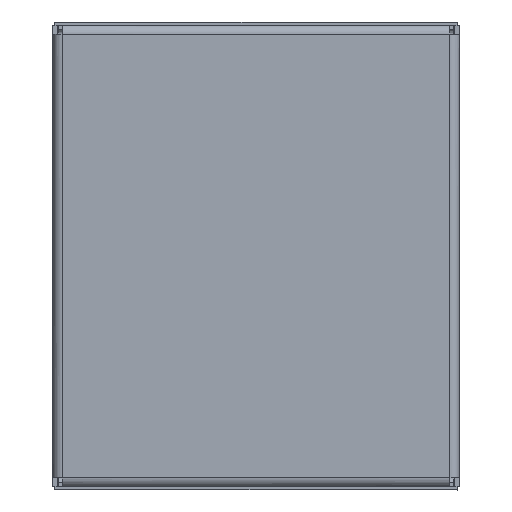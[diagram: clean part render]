
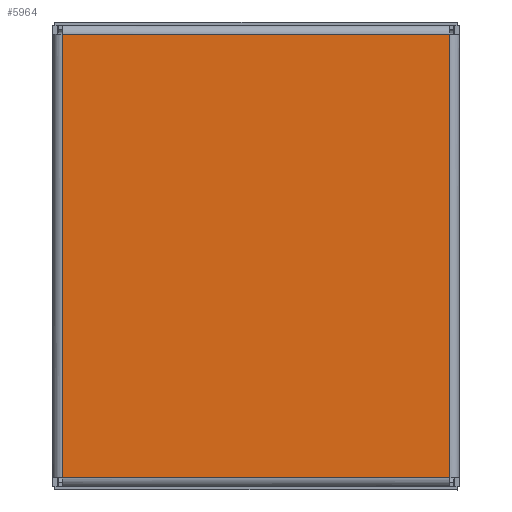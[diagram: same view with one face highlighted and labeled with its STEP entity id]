
A CAD part, front view. The second image highlights one B-rep face of the part: STEP entity #5964.
In plain terms, the highlighted free-form (B-spline) face has degree [1, 1] with [2, 2] control points.
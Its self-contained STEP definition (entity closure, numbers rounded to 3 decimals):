
#5029=CARTESIAN_POINT('V285',(501.484,
   7500.096,305.222));
#5030=VERTEX_POINT('V285',#5029);
#5044=CARTESIAN_POINT('V291',(501.484,
   7500.096,523.522));
#5045=VERTEX_POINT('V291',#5044);
#5046=CARTESIAN_POINT('E315',(501.484,
   7500.096,305.222));
#5047=CARTESIAN_POINT('E315',(501.484,
   7500.096,523.522));
#5048=QUASI_UNIFORM_CURVE('E315',1,(#5046,#5047),.POLYLINE_FORM.,.F.,
   .U.);
#5049=EDGE_CURVE('E315',#5030,#5045,#5048,.T.);
#5920=CARTESIAN_POINT('V292',(692.284,
   7500.096,523.522));
#5921=VERTEX_POINT('V292',#5920);
#5922=CARTESIAN_POINT('E311',(501.484,
   7500.096,523.522));
#5923=CARTESIAN_POINT('E311',(692.284,
   7500.096,523.522));
#5924=QUASI_UNIFORM_CURVE('E311',1,(#5922,#5923),.POLYLINE_FORM.,.F.,
   .U.);
#5925=EDGE_CURVE('E311',#5045,#5921,#5924,.T.);
#5943=CARTESIAN_POINT('F45',(501.484,
   7500.096,523.522));
#5944=CARTESIAN_POINT('F45',(501.484,
   7500.096,305.222));
#5945=CARTESIAN_POINT('F45',(692.284,
   7500.096,523.522));
#5946=CARTESIAN_POINT('F45',(692.284,
   7500.096,305.222));
#5947=B_SPLINE_SURFACE_WITH_KNOTS('F45',1,1,((#5943,#5945),(#5944,
   #5946)),.PLANE_SURF.,.F.,.F.,.U.,(2,2),(2,2),(
   0.,1.144),(0.,
   1.),.UNSPECIFIED.);
#5948=CARTESIAN_POINT('V286',(692.284,
   7500.096,305.222));
#5949=VERTEX_POINT('V286',#5948);
#5950=CARTESIAN_POINT('E319',(692.284,
   7500.096,523.522));
#5951=CARTESIAN_POINT('E319',(692.284,
   7500.096,305.222));
#5952=QUASI_UNIFORM_CURVE('E319',1,(#5950,#5951),.POLYLINE_FORM.,.F.,
   .U.);
#5953=EDGE_CURVE('E319',#5921,#5949,#5952,.T.);
#5954=ORIENTED_EDGE('E319',*,*,#5953,.F.);
#5955=ORIENTED_EDGE('E311',*,*,#5925,.F.);
#5956=ORIENTED_EDGE('E315',*,*,#5049,.F.);
#5957=CARTESIAN_POINT('E305',(692.284,
   7500.096,305.222));
#5958=CARTESIAN_POINT('E305',(501.484,
   7500.096,305.222));
#5959=QUASI_UNIFORM_CURVE('E305',1,(#5957,#5958),.POLYLINE_FORM.,.F.,
   .U.);
#5960=EDGE_CURVE('E305',#5949,#5030,#5959,.T.);
#5961=ORIENTED_EDGE('E305',*,*,#5960,.F.);
#5962=EDGE_LOOP('F45',(#5954,#5955,#5956,#5961));
#5963=FACE_OUTER_BOUND('F45',#5962,.T.);
#5964=ADVANCED_FACE('F45',(#5963),#5947,.T.);
